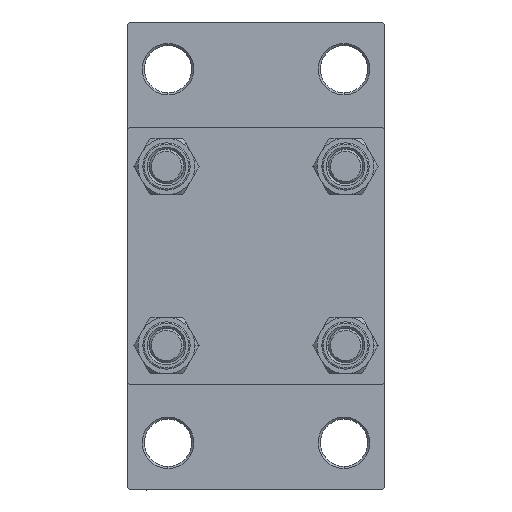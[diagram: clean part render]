
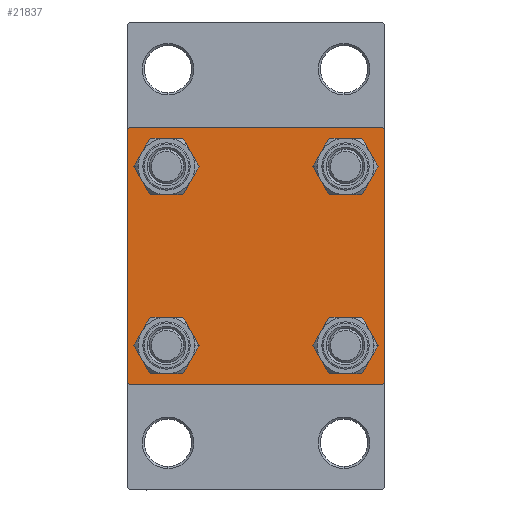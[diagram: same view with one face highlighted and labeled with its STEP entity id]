
A CAD part, left-side view. The second image highlights one B-rep face of the part: STEP entity #21837.
In plain terms, the highlighted planar face has unit normal (-1, 0, 0).
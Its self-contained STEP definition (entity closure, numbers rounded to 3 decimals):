
#127 = EDGE_CURVE ( 'NONE', #19088, #43689, #22066, .T. ) ;
#739 = VERTEX_POINT ( 'NONE', #11229 ) ;
#944 = ORIENTED_EDGE ( 'NONE', *, *, #16780, .T. ) ;
#1183 = VECTOR ( 'NONE', #46037, 1000. ) ;
#1186 = EDGE_CURVE ( 'NONE', #18561, #6831, #14174, .T. ) ;
#3002 = CARTESIAN_POINT ( 'NONE',  ( 0., 30., 30. ) ) ;
#3276 = VERTEX_POINT ( 'NONE', #42136 ) ;
#3374 = LINE ( 'NONE', #25580, #24433 ) ;
#3416 = VERTEX_POINT ( 'NONE', #16082 ) ;
#3609 = ORIENTED_EDGE ( 'NONE', *, *, #37321, .T. ) ;
#3868 = ORIENTED_EDGE ( 'NONE', *, *, #9600, .T. ) ;
#4473 = VERTEX_POINT ( 'NONE', #20851 ) ;
#4480 = ORIENTED_EDGE ( 'NONE', *, *, #9891, .T. ) ;
#4620 = DIRECTION ( 'NONE',  ( 0., 0., 1. ) ) ;
#4918 = EDGE_CURVE ( 'NONE', #3416, #25208, #39109, .T. ) ;
#5210 = DIRECTION ( 'NONE',  ( 1., 0., 0. ) ) ;
#5996 = VECTOR ( 'NONE', #28136, 1000. ) ;
#6153 = CARTESIAN_POINT ( 'NONE',  ( 0., -30., 30. ) ) ;
#6831 = VERTEX_POINT ( 'NONE', #15652 ) ;
#6994 = ORIENTED_EDGE ( 'NONE', *, *, #7191, .T. ) ;
#7191 = EDGE_CURVE ( 'NONE', #47029, #18561, #17002, .T. ) ;
#7614 = CARTESIAN_POINT ( 'NONE',  ( 0., 30., 29.5 ) ) ;
#7910 = EDGE_LOOP ( 'NONE', ( #39520, #4480, #3868, #29193, #28294, #46711, #15692, #6994 ) ) ;
#8538 = AXIS2_PLACEMENT_3D ( 'NONE', #19523, #15489, #34076 ) ;
#9600 = EDGE_CURVE ( 'NONE', #37828, #739, #37895, .T. ) ;
#9891 = EDGE_CURVE ( 'NONE', #6831, #37828, #26641, .T. ) ;
#10331 = ORIENTED_EDGE ( 'NONE', *, *, #31833, .T. ) ;
#10432 = FACE_BOUND ( 'NONE', #36635, .T. ) ;
#10525 = VECTOR ( 'NONE', #23066, 1000. ) ;
#10684 = DIRECTION ( 'NONE',  ( 0., 0., 1. ) ) ;
#11229 = CARTESIAN_POINT ( 'NONE',  ( 0., -29.5, -30. ) ) ;
#12643 = DIRECTION ( 'NONE',  ( 0., 0., 1. ) ) ;
#13545 = EDGE_CURVE ( 'NONE', #41431, #19986, #23593, .T. ) ;
#14174 = LINE ( 'NONE', #17512, #36889 ) ;
#14237 = LINE ( 'NONE', #3002, #42879 ) ;
#14622 = DIRECTION ( 'NONE',  ( 0., -0.707, 0.707 ) ) ;
#15489 = DIRECTION ( 'NONE',  ( 1., 0., 0. ) ) ;
#15652 = CARTESIAN_POINT ( 'NONE',  ( 0., 30., -29.5 ) ) ;
#15692 = ORIENTED_EDGE ( 'NONE', *, *, #24388, .F. ) ;
#15908 = CARTESIAN_POINT ( 'NONE',  ( 0., -20.85, 25.35 ) ) ;
#15959 = AXIS2_PLACEMENT_3D ( 'NONE', #32169, #42664, #10684 ) ;
#15983 = CARTESIAN_POINT ( 'NONE',  ( 0., 20.85, 20.85 ) ) ;
#16082 = CARTESIAN_POINT ( 'NONE',  ( 0., -30., 29.5 ) ) ;
#16315 = CARTESIAN_POINT ( 'NONE',  ( 0., -20.85, -16.35 ) ) ;
#16703 = EDGE_LOOP ( 'NONE', ( #34400, #36660 ) ) ;
#16780 = EDGE_CURVE ( 'NONE', #25886, #34393, #22059, .T. ) ;
#16905 = CARTESIAN_POINT ( 'NONE',  ( 0., -20.85, 20.85 ) ) ;
#17002 = LINE ( 'NONE', #31072, #24147 ) ;
#17512 = CARTESIAN_POINT ( 'NONE',  ( 0., 30., 30. ) ) ;
#18561 = VERTEX_POINT ( 'NONE', #7614 ) ;
#18862 = ORIENTED_EDGE ( 'NONE', *, *, #45144, .T. ) ;
#19088 = VERTEX_POINT ( 'NONE', #37033 ) ;
#19523 = CARTESIAN_POINT ( 'NONE',  ( 0., -20.85, -20.85 ) ) ;
#19986 = VERTEX_POINT ( 'NONE', #23434 ) ;
#20171 = CARTESIAN_POINT ( 'NONE',  ( 0., 20.85, -20.85 ) ) ;
#20635 = DIRECTION ( 'NONE',  ( 0., 0., 1. ) ) ;
#20851 = CARTESIAN_POINT ( 'NONE',  ( 0., -30., -29.5 ) ) ;
#21144 = VECTOR ( 'NONE', #46235, 1000. ) ;
#21837 = ADVANCED_FACE ( 'NONE', ( #29270, #10432, #36418, #39773, #35489 ), #25225, .T. ) ;
#22059 = CIRCLE ( 'NONE', #15959, 4.5 ) ;
#22066 = CIRCLE ( 'NONE', #27411, 4.5 ) ;
#22470 = EDGE_LOOP ( 'NONE', ( #3609, #39162 ) ) ;
#23066 = DIRECTION ( 'NONE',  ( 0., -0.707, -0.707 ) ) ;
#23434 = CARTESIAN_POINT ( 'NONE',  ( 0., 20.85, -16.35 ) ) ;
#23519 = CARTESIAN_POINT ( 'NONE',  ( 0., 29.5, -30. ) ) ;
#23593 = CIRCLE ( 'NONE', #34254, 4.5 ) ;
#24000 = EDGE_CURVE ( 'NONE', #43689, #19088, #39802, .T. ) ;
#24147 = VECTOR ( 'NONE', #46344, 1000. ) ;
#24388 = EDGE_CURVE ( 'NONE', #47029, #25208, #14237, .T. ) ;
#24433 = VECTOR ( 'NONE', #14622, 1000. ) ;
#25208 = VERTEX_POINT ( 'NONE', #27625 ) ;
#25225 = PLANE ( 'NONE',  #41260 ) ;
#25459 = CARTESIAN_POINT ( 'NONE',  ( 0., 0., 0. ) ) ;
#25580 = CARTESIAN_POINT ( 'NONE',  ( 0., -29.75, -29.75 ) ) ;
#25886 = VERTEX_POINT ( 'NONE', #16315 ) ;
#25914 = DIRECTION ( 'NONE',  ( 0., 0., 1. ) ) ;
#25965 = AXIS2_PLACEMENT_3D ( 'NONE', #43541, #33045, #29217 ) ;
#26641 = LINE ( 'NONE', #41184, #10525 ) ;
#27411 = AXIS2_PLACEMENT_3D ( 'NONE', #37101, #44027, #4620 ) ;
#27625 = CARTESIAN_POINT ( 'NONE',  ( 0., -29.5, 30. ) ) ;
#28056 = CARTESIAN_POINT ( 'NONE',  ( 0., 20.85, -25.35 ) ) ;
#28136 = DIRECTION ( 'NONE',  ( 0., 0., -1. ) ) ;
#28294 = ORIENTED_EDGE ( 'NONE', *, *, #34774, .F. ) ;
#29193 = ORIENTED_EDGE ( 'NONE', *, *, #38241, .T. ) ;
#29217 = DIRECTION ( 'NONE',  ( 0., 0., 1. ) ) ;
#29270 = FACE_BOUND ( 'NONE', #30558, .T. ) ;
#29770 = CIRCLE ( 'NONE', #25965, 4.5 ) ;
#30408 = AXIS2_PLACEMENT_3D ( 'NONE', #44044, #32603, #25914 ) ;
#30558 = EDGE_LOOP ( 'NONE', ( #39755, #10331 ) ) ;
#31072 = CARTESIAN_POINT ( 'NONE',  ( 0., 29.75, 29.75 ) ) ;
#31218 = DIRECTION ( 'NONE',  ( 1., 0., 0. ) ) ;
#31457 = DIRECTION ( 'NONE',  ( 0., 0., 1. ) ) ;
#31833 = EDGE_CURVE ( 'NONE', #3276, #39594, #38693, .T. ) ;
#32169 = CARTESIAN_POINT ( 'NONE',  ( 0., -20.85, -20.85 ) ) ;
#32603 = DIRECTION ( 'NONE',  ( 1., 0., 0. ) ) ;
#33045 = DIRECTION ( 'NONE',  ( 1., 0., 0. ) ) ;
#34076 = DIRECTION ( 'NONE',  ( 0., 0., 1. ) ) ;
#34232 = CIRCLE ( 'NONE', #30408, 4.5 ) ;
#34254 = AXIS2_PLACEMENT_3D ( 'NONE', #20171, #45696, #20635 ) ;
#34322 = CARTESIAN_POINT ( 'NONE',  ( 0., 30., -30. ) ) ;
#34393 = VERTEX_POINT ( 'NONE', #40996 ) ;
#34400 = ORIENTED_EDGE ( 'NONE', *, *, #24000, .T. ) ;
#34774 = EDGE_CURVE ( 'NONE', #3416, #4473, #38871, .T. ) ;
#35158 = EDGE_CURVE ( 'NONE', #39594, #3276, #34232, .T. ) ;
#35489 = FACE_OUTER_BOUND ( 'NONE', #7910, .T. ) ;
#35531 = CARTESIAN_POINT ( 'NONE',  ( 0., -29.75, 29.75 ) ) ;
#36418 = FACE_BOUND ( 'NONE', #22470, .T. ) ;
#36635 = EDGE_LOOP ( 'NONE', ( #944, #18862 ) ) ;
#36660 = ORIENTED_EDGE ( 'NONE', *, *, #127, .T. ) ;
#36889 = VECTOR ( 'NONE', #42810, 1000. ) ;
#37033 = CARTESIAN_POINT ( 'NONE',  ( 0., 20.85, 16.35 ) ) ;
#37101 = CARTESIAN_POINT ( 'NONE',  ( 0., 20.85, 20.85 ) ) ;
#37321 = EDGE_CURVE ( 'NONE', #19986, #41431, #29770, .T. ) ;
#37828 = VERTEX_POINT ( 'NONE', #23519 ) ;
#37895 = LINE ( 'NONE', #34322, #21144 ) ;
#38241 = EDGE_CURVE ( 'NONE', #739, #4473, #3374, .T. ) ;
#38693 = CIRCLE ( 'NONE', #43267, 4.5 ) ;
#38871 = LINE ( 'NONE', #6153, #5996 ) ;
#39109 = LINE ( 'NONE', #35531, #1183 ) ;
#39162 = ORIENTED_EDGE ( 'NONE', *, *, #13545, .T. ) ;
#39302 = DIRECTION ( 'NONE',  ( -1., 0., 0. ) ) ;
#39520 = ORIENTED_EDGE ( 'NONE', *, *, #1186, .T. ) ;
#39594 = VERTEX_POINT ( 'NONE', #15908 ) ;
#39755 = ORIENTED_EDGE ( 'NONE', *, *, #35158, .T. ) ;
#39773 = FACE_BOUND ( 'NONE', #16703, .T. ) ;
#39802 = CIRCLE ( 'NONE', #41328, 4.5 ) ;
#40996 = CARTESIAN_POINT ( 'NONE',  ( 0., -20.85, -25.35 ) ) ;
#41184 = CARTESIAN_POINT ( 'NONE',  ( 0., 29.75, -29.75 ) ) ;
#41260 = AXIS2_PLACEMENT_3D ( 'NONE', #25459, #39302, #43825 ) ;
#41328 = AXIS2_PLACEMENT_3D ( 'NONE', #15983, #5210, #12643 ) ;
#41431 = VERTEX_POINT ( 'NONE', #28056 ) ;
#42136 = CARTESIAN_POINT ( 'NONE',  ( 0., -20.85, 16.35 ) ) ;
#42664 = DIRECTION ( 'NONE',  ( 1., 0., 0. ) ) ;
#42810 = DIRECTION ( 'NONE',  ( 0., 0., -1. ) ) ;
#42879 = VECTOR ( 'NONE', #46457, 1000. ) ;
#43267 = AXIS2_PLACEMENT_3D ( 'NONE', #16905, #31218, #31457 ) ;
#43541 = CARTESIAN_POINT ( 'NONE',  ( 0., 20.85, -20.85 ) ) ;
#43603 = CIRCLE ( 'NONE', #8538, 4.5 ) ;
#43689 = VERTEX_POINT ( 'NONE', #45385 ) ;
#43825 = DIRECTION ( 'NONE',  ( 0., 0., 1. ) ) ;
#44027 = DIRECTION ( 'NONE',  ( 1., 0., 0. ) ) ;
#44044 = CARTESIAN_POINT ( 'NONE',  ( 0., -20.85, 20.85 ) ) ;
#45144 = EDGE_CURVE ( 'NONE', #34393, #25886, #43603, .T. ) ;
#45385 = CARTESIAN_POINT ( 'NONE',  ( 0., 20.85, 25.35 ) ) ;
#45696 = DIRECTION ( 'NONE',  ( 1., 0., 0. ) ) ;
#46037 = DIRECTION ( 'NONE',  ( 0., 0.707, 0.707 ) ) ;
#46187 = CARTESIAN_POINT ( 'NONE',  ( 0., 29.5, 30. ) ) ;
#46235 = DIRECTION ( 'NONE',  ( 0., -1., 0. ) ) ;
#46344 = DIRECTION ( 'NONE',  ( 0., 0.707, -0.707 ) ) ;
#46457 = DIRECTION ( 'NONE',  ( 0., -1., 0. ) ) ;
#46711 = ORIENTED_EDGE ( 'NONE', *, *, #4918, .T. ) ;
#47029 = VERTEX_POINT ( 'NONE', #46187 ) ;
